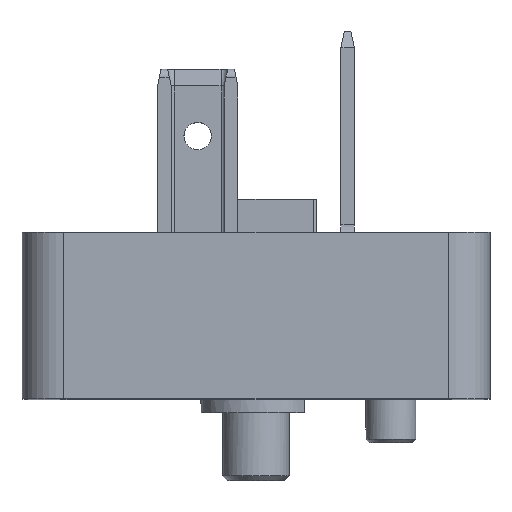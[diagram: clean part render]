
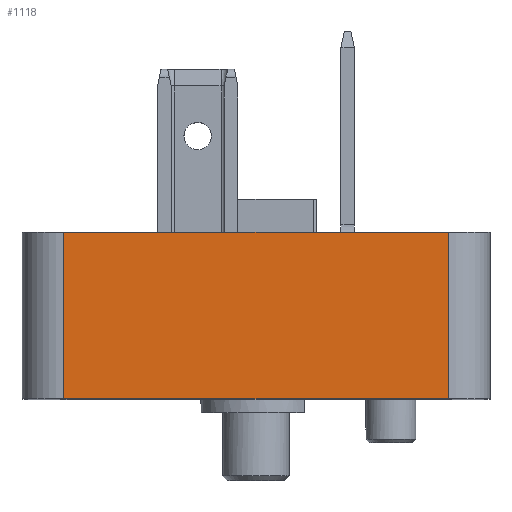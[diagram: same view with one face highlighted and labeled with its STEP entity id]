
A CAD part, top view. The second image highlights one B-rep face of the part: STEP entity #1118.
In plain terms, the highlighted planar face has unit normal (0, 0, 1).
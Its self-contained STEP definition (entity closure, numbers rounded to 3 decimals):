
#413=FACE_OUTER_BOUND('',#3460,.T.);
#1118=ADVANCED_FACE('',(#413),#1867,.T.);
#1867=PLANE('',#14212);
#3460=EDGE_LOOP('',(#4736,#4737,#4738,#4739));
#4736=ORIENTED_EDGE('',*,*,#10055,.F.);
#4737=ORIENTED_EDGE('',*,*,#10056,.T.);
#4738=ORIENTED_EDGE('',*,*,#10057,.F.);
#4739=ORIENTED_EDGE('',*,*,#10058,.T.);
#8704=VERTEX_POINT('',#19718);
#8705=VERTEX_POINT('',#19719);
#8706=VERTEX_POINT('',#19721);
#8707=VERTEX_POINT('',#19723);
#10055=EDGE_CURVE('',#8704,#8705,#11823,.T.);
#10056=EDGE_CURVE('',#8704,#8706,#11824,.T.);
#10057=EDGE_CURVE('',#8707,#8706,#11825,.T.);
#10058=EDGE_CURVE('',#8707,#8705,#11826,.T.);
#11823=LINE('',#19717,#13016);
#11824=LINE('',#19720,#13017);
#11825=LINE('',#19722,#13018);
#11826=LINE('',#19724,#13019);
#13016=VECTOR('',#15450,1.);
#13017=VECTOR('',#15451,1.);
#13018=VECTOR('',#15452,1.);
#13019=VECTOR('',#15453,1.);
#14212=AXIS2_PLACEMENT_3D('',#19725,#15454,#15455);
#15450=DIRECTION('',(-1.,0.,0.));
#15451=DIRECTION('',(0.,1.,0.));
#15452=DIRECTION('',(1.,0.,0.));
#15453=DIRECTION('',(0.,-1.,0.));
#15454=DIRECTION('',(0.,0.,1.));
#15455=DIRECTION('',(1.,0.,0.));
#19717=CARTESIAN_POINT('',(14.05,0.,20.6));
#19718=CARTESIAN_POINT('',(25.6,0.,20.6));
#19719=CARTESIAN_POINT('',(2.5,0.,20.6));
#19720=CARTESIAN_POINT('',(25.6,5.,20.6));
#19721=CARTESIAN_POINT('',(25.6,10.,20.6));
#19722=CARTESIAN_POINT('',(14.05,10.,20.6));
#19723=CARTESIAN_POINT('',(2.5,10.,20.6));
#19724=CARTESIAN_POINT('',(2.5,5.,20.6));
#19725=CARTESIAN_POINT('',(14.05,5.,20.6));
